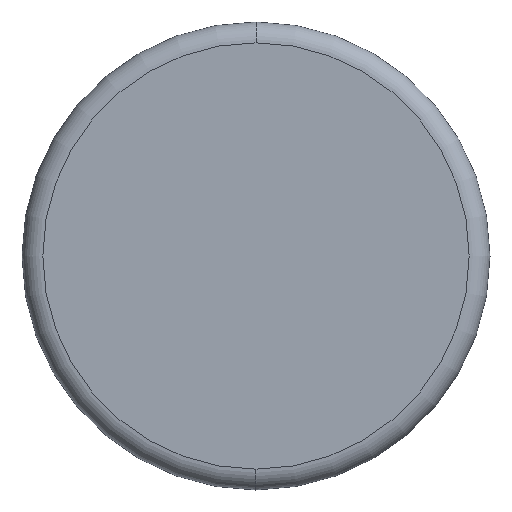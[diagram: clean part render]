
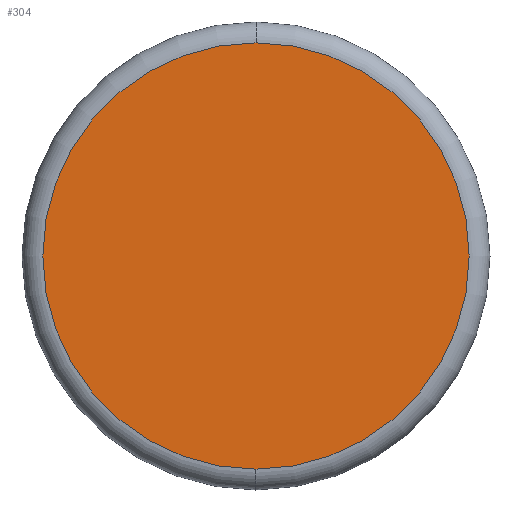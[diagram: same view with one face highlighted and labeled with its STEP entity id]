
A CAD part, left-side view. The second image highlights one B-rep face of the part: STEP entity #304.
In plain terms, the highlighted planar face has unit normal (-1, 0, 0).
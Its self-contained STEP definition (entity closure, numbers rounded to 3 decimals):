
#27 = VERTEX_POINT ( 'NONE', #520 ) ;
#37 = ORIENTED_EDGE ( 'NONE', *, *, #338, .T. ) ;
#48 = DIRECTION ( 'NONE',  ( -1., 0., 0. ) ) ;
#59 = PLANE ( 'NONE',  #379 ) ;
#84 = EDGE_CURVE ( 'NONE', #600, #27, #499, .T. ) ;
#97 = DIRECTION ( 'NONE',  ( 0., 0., -1. ) ) ;
#106 = CARTESIAN_POINT ( 'NONE',  ( -3., 0., 0. ) ) ;
#111 = ORIENTED_EDGE ( 'NONE', *, *, #84, .T. ) ;
#118 = AXIS2_PLACEMENT_3D ( 'NONE', #331, #48, #237 ) ;
#120 = AXIS2_PLACEMENT_3D ( 'NONE', #106, #480, #296 ) ;
#161 = CARTESIAN_POINT ( 'NONE',  ( -3., 0., -15.35 ) ) ;
#203 = CARTESIAN_POINT ( 'NONE',  ( -3., 15.35, 0. ) ) ;
#237 = DIRECTION ( 'NONE',  ( 0., 0., 1. ) ) ;
#238 = FACE_OUTER_BOUND ( 'NONE', #449, .T. ) ;
#240 = DIRECTION ( 'NONE',  ( 1., 0., 0. ) ) ;
#296 = DIRECTION ( 'NONE',  ( 0., 0., 1. ) ) ;
#304 = ADVANCED_FACE ( 'NONE', ( #238 ), #59, .F. ) ;
#323 = CIRCLE ( 'NONE', #120, 15.35 ) ;
#331 = CARTESIAN_POINT ( 'NONE',  ( -3., 0., 0. ) ) ;
#338 = EDGE_CURVE ( 'NONE', #27, #600, #323, .T. ) ;
#379 = AXIS2_PLACEMENT_3D ( 'NONE', #203, #240, #97 ) ;
#449 = EDGE_LOOP ( 'NONE', ( #37, #111 ) ) ;
#480 = DIRECTION ( 'NONE',  ( -1., 0., 0. ) ) ;
#499 = CIRCLE ( 'NONE', #118, 15.35 ) ;
#520 = CARTESIAN_POINT ( 'NONE',  ( -3., 0., 15.35 ) ) ;
#600 = VERTEX_POINT ( 'NONE', #161 ) ;
